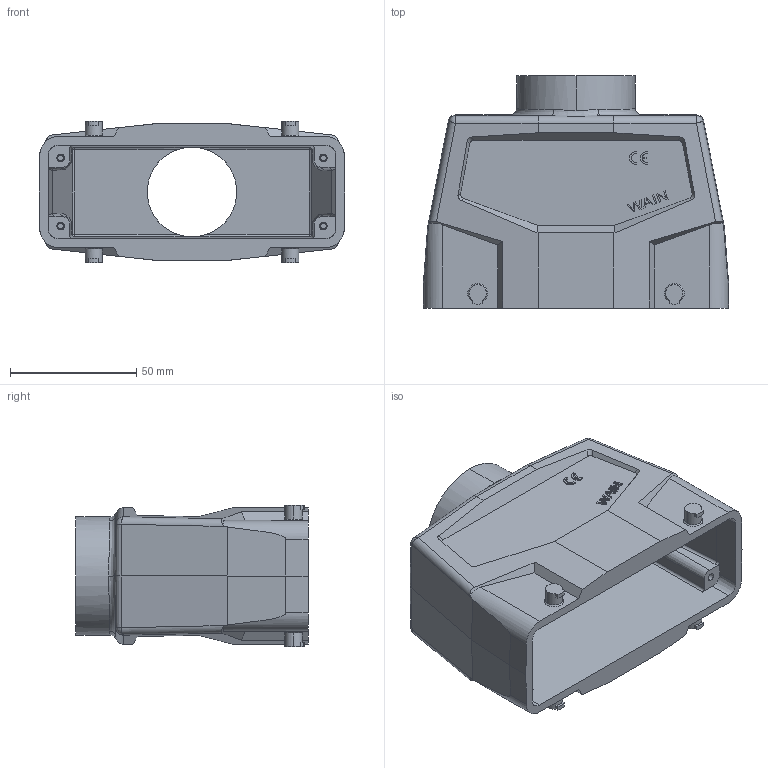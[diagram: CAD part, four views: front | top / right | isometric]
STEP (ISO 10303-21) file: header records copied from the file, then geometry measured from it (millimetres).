
FILE_DESCRIPTION((''),'2;1');
FILE_NAME('23','2023-12-29T',('yp.zhu'),(''),'PRO/ENGINEER BY PARAMETRIC TECHNOLOGY CORPORATION, 2012480','PRO/ENGINEER BY PARAMETRIC TECHNOLOGY CORPORATION, 2012480','');
FILE_SCHEMA(('CONFIG_CONTROL_DESIGN'));
Length unit declared in the file: inch
Products named in the file (1): 23
Bounding box: 121 x 92 x 56 mm (x, y, z)
Volume: 142033.7 mm3; surface area: 58361.6 mm2
Topology: 1 solids, 1 shells, 357 faces, 943 edges, 594 vertices
Faces by surface type: plane 184, cylinder 97, cone 30, extrusion 20, bspline 18, sphere 8
Entity records: 14578 total; most frequent: CARTESIAN_POINT 6096, ORIENTED_EDGE 1846, DIRECTION 1567, EDGE_CURVE 923, VECTOR 599, VERTEX_POINT 592, LINE 579, AXIS2_PLACEMENT_3D 484
